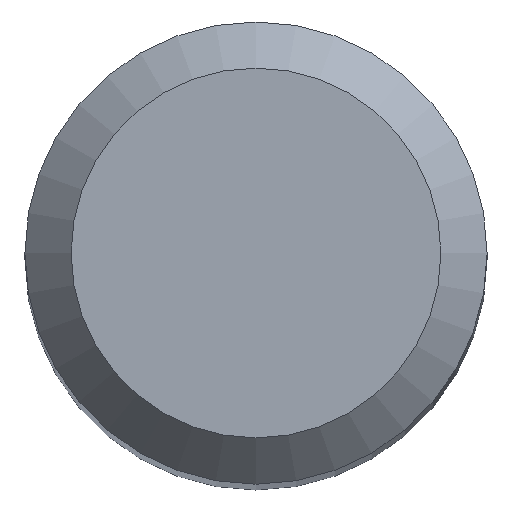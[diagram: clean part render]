
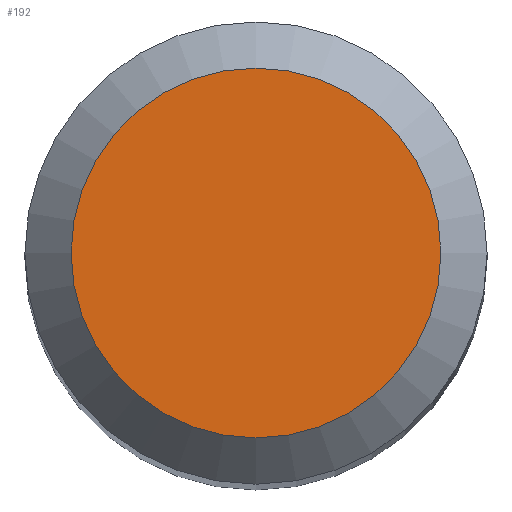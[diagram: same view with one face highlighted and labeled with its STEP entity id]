
A CAD part, top view. The second image highlights one B-rep face of the part: STEP entity #192.
In plain terms, the highlighted planar face has unit normal (0, 0, 1).
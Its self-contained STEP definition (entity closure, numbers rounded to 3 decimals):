
#5 = CARTESIAN_POINT ( 'NONE',  ( 0., 0., 38. ) ) ;
#50 = CARTESIAN_POINT ( 'NONE',  ( 0., 1.2, 38. ) ) ;
#57 = EDGE_LOOP ( 'NONE', ( #161 ) ) ;
#78 = CIRCLE ( 'NONE', #283, 1.2 ) ;
#102 = EDGE_CURVE ( 'NONE', #214, #214, #78, .T. ) ;
#103 = DIRECTION ( 'NONE',  ( 0., 1., 0. ) ) ;
#116 = PLANE ( 'NONE',  #151 ) ;
#151 = AXIS2_PLACEMENT_3D ( 'NONE', #5, #260, #253 ) ;
#161 = ORIENTED_EDGE ( 'NONE', *, *, #102, .F. ) ;
#168 = FACE_OUTER_BOUND ( 'NONE', #57, .T. ) ;
#192 = ADVANCED_FACE ( 'NONE', ( #168 ), #116, .F. ) ;
#200 = CARTESIAN_POINT ( 'NONE',  ( 0., 0., 38. ) ) ;
#214 = VERTEX_POINT ( 'NONE', #50 ) ;
#253 = DIRECTION ( 'NONE',  ( 0., 1., 0. ) ) ;
#260 = DIRECTION ( 'NONE',  ( 0., 0., -1. ) ) ;
#283 = AXIS2_PLACEMENT_3D ( 'NONE', #200, #294, #103 ) ;
#294 = DIRECTION ( 'NONE',  ( 0., 0., -1. ) ) ;
